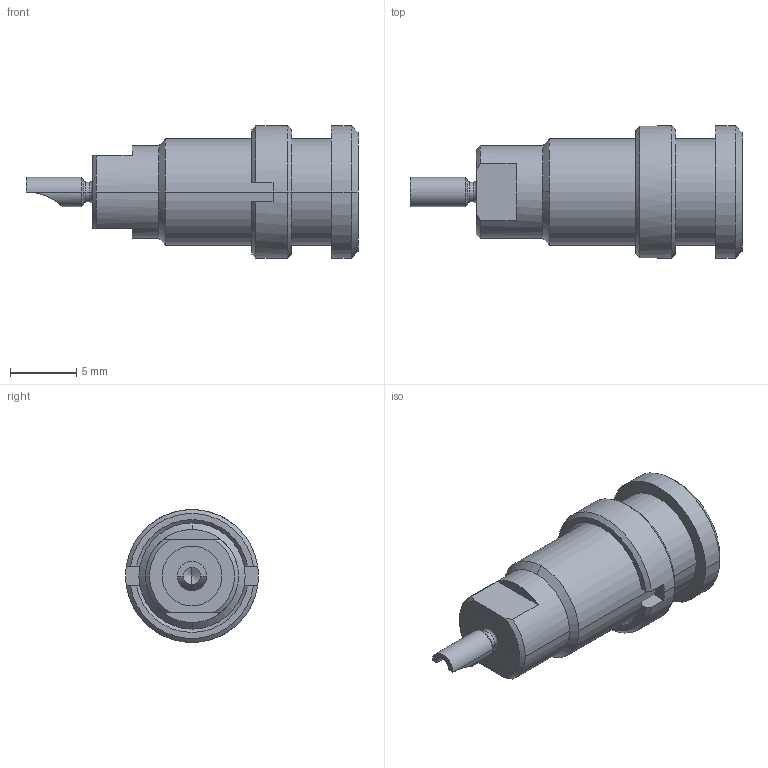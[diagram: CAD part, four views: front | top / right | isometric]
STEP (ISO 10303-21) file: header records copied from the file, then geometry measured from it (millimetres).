
FILE_DESCRIPTION((''),'2;1');
FILE_NAME('3400_SEB_2_L_ASM','2017-06-08T',('stbe'),(''),'PRO/ENGINEER BY PARAMETRIC TECHNOLOGY CORPORATION, 2015110','PRO/ENGINEER BY PARAMETRIC TECHNOLOGY CORPORATION, 2015110','');
FILE_SCHEMA(('CONFIG_CONTROL_DESIGN'));
Length unit declared in the file: millimetre
Products named in the file (1): 3400_SEB_2_L_ASM
Bounding box: 25 x 10 x 10 mm (x, y, z)
Surface area: 1431.9 mm2 (no closed solid volume)
Topology: 0 solids, 3 shells, 121 faces, 276 edges, 168 vertices
Faces by surface type: cylinder 45, plane 40, cone 32, torus 4
Entity records: 3824 total; most frequent: CARTESIAN_POINT 732, DIRECTION 630, ORIENTED_EDGE 544, EDGE_CURVE 272, AXIS2_PLACEMENT_3D 255, VERTEX_POINT 168, EDGE_LOOP 138, CIRCLE 133
